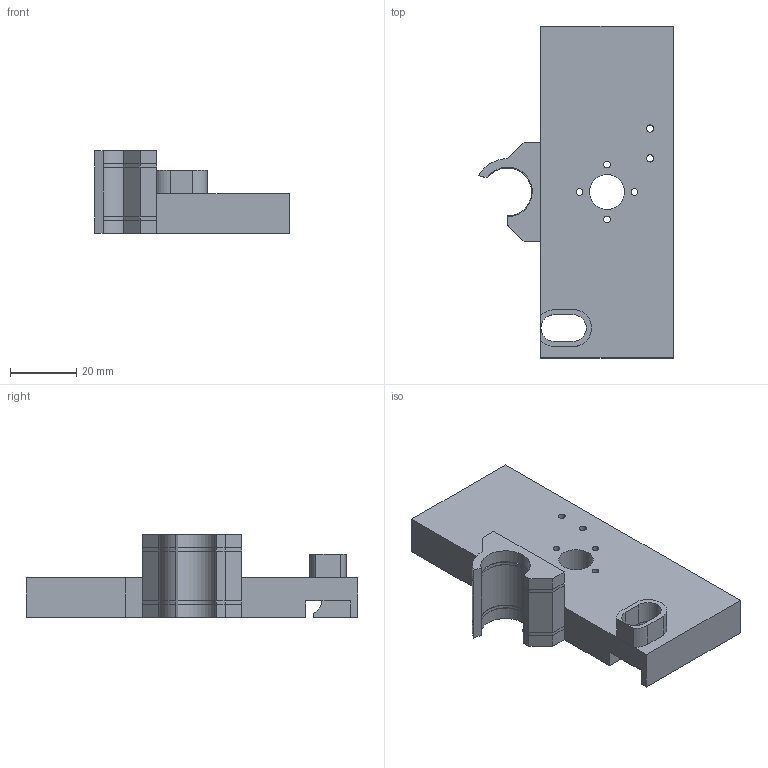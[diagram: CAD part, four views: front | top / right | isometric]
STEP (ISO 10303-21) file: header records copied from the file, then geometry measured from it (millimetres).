
FILE_DESCRIPTION(('FreeCAD Model'),'2;1');
FILE_NAME('XAxis_LShoulder.step', '2017-04-02T18:49:04',('Author'),(''), 'Open CASCADE STEP processor 6.8','FreeCAD','Unknown');
FILE_SCHEMA(('AUTOMOTIVE_DESIGN_CC2 { 1 2 10303 214 -1 1 5 4 }'));
Length unit declared in the file: millimetre
Products named in the file (4): ASSEMBLY; BearingLodge; Pocket004; Pad006
Assembly tree (3 placements, depth 2):
  ASSEMBLY
    BearingLodge
    Pocket004
    Pad006
Bounding box: 58.7 x 100 x 25 mm (x, y, z)
Volume: 47780.1 mm3; surface area: 16930.2 mm2
Topology: 3 solids, 3 shells, 99 faces, 239 edges, 146 vertices
Faces by surface type: plane 75, cylinder 24
Full cylindrical faces by diameter (mm): 2 x4, 2.2 x2, 10.5 x1
Entity records: 6143 total; most frequent: CARTESIAN_POINT 1230, DIRECTION 903, LINE 593, VECTOR 593, ORIENTED_EDGE 478, PCURVE 478, DEFINITIONAL_REPRESENTATION 478, EDGE_CURVE 239
